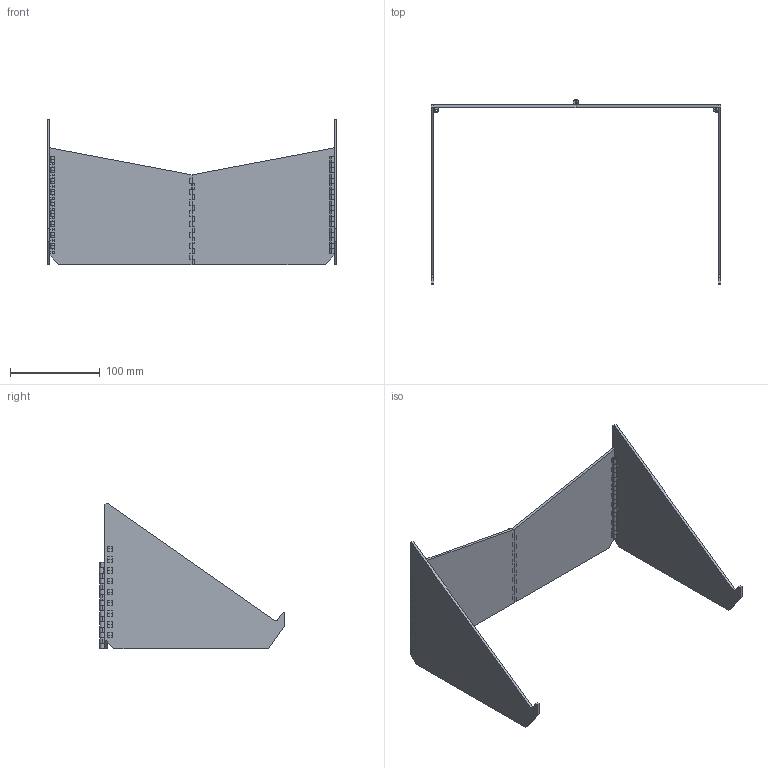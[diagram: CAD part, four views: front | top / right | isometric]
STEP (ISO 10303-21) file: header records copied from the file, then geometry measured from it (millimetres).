
FILE_DESCRIPTION(/* description */ (''),/* implementation_level */ '2;1');
FILE_NAME(/* name */ 'Laptand_V2_v38.step',/* time_stamp */ '2023-10-18T14:08:05+02:00',/* author */ (''),/* organization */ (''),/* preprocessor_version */ 'ST-DEVELOPER v20',/* originating_system */ 'Autodesk Translation Framework v12.14.0.127',/* authorisation */ '');
FILE_SCHEMA (('AUTOMOTIVE_DESIGN { 1 0 10303 214 3 1 1 }'));
Length unit declared in the file: millimetre
Products named in the file (8): Stand V2; Stand_side v2; Stand_side v2 (1); Back L; Back R; Hardware L; Hardware C; Hardware R
Assembly tree (7 placements, depth 2):
  Stand V2
    Stand_side v2
    Stand_side v2 (1)
    Back L
    Back R
    Hardware L
    Hardware C
    Hardware R
Bounding box: 322 x 206.5 x 161.7 mm (x, y, z)
Volume: 225857.1 mm3; surface area: 167506 mm2
Topology: 74 solids, 74 shells, 1177 faces, 2994 edges, 1996 vertices
Faces by surface type: plane 778, bspline 230, cylinder 169
Full cylindrical faces by diameter (mm): 2 x70
Entity records: 38778 total; most frequent: CARTESIAN_POINT 11032, ORIENTED_EDGE 5988, DIRECTION 4796, EDGE_CURVE 2994, LINE 2196, VECTOR 2196, VERTEX_POINT 1996, EDGE_LOOP 1384
